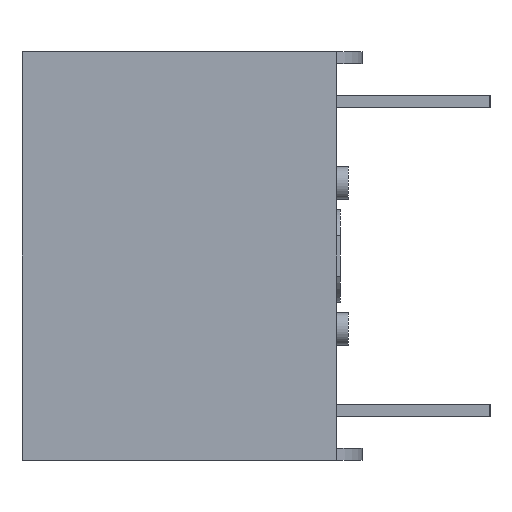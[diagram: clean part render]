
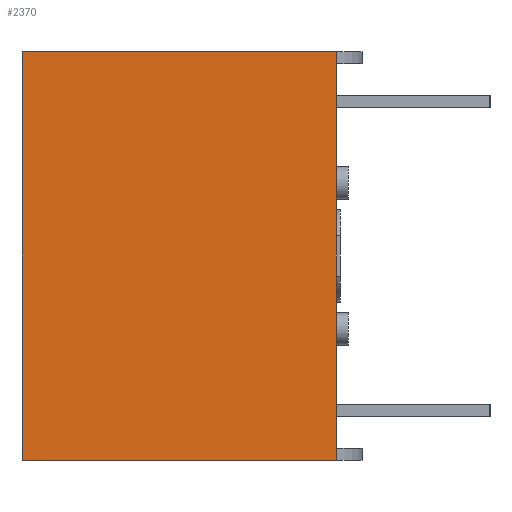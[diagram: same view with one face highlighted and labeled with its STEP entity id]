
A CAD part, left-side view. The second image highlights one B-rep face of the part: STEP entity #2370.
In plain terms, the highlighted planar face has unit normal (-1, 0, 0).
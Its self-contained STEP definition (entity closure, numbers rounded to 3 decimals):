
#458 = LINE ( 'NONE', #459, #460 ) ;
#459 = CARTESIAN_POINT ( 'NONE',  ( -1.21, 8.4, -8.86 ) ) ;
#460 = VECTOR ( 'NONE', #461, 1000. ) ;
#461 = DIRECTION ( 'NONE',  ( 0., -1., 0. ) ) ;
#543 = LINE ( 'NONE', #545, #546 ) ;
#545 = CARTESIAN_POINT ( 'NONE',  ( -1.21, 8.4, -8.86 ) ) ;
#546 = VECTOR ( 'NONE', #547, 1000. ) ;
#547 = DIRECTION ( 'NONE',  ( 0., 0., 1. ) ) ;
#562 = LINE ( 'NONE', #563, #564 ) ;
#563 = CARTESIAN_POINT ( 'NONE',  ( -1.21, 8.4, 1.24 ) ) ;
#564 = VECTOR ( 'NONE', #565, 1000. ) ;
#565 = DIRECTION ( 'NONE',  ( 0., -1., 0. ) ) ;
#577 = VERTEX_POINT ( 'NONE', #661 ) ;
#600 = CARTESIAN_POINT ( 'NONE',  ( -1.21, 8.4, -8.86 ) ) ;
#661 = CARTESIAN_POINT ( 'NONE',  ( -1.21, 8.4, 1.24 ) ) ;
#797 = LINE ( 'NONE', #798, #799 ) ;
#798 = CARTESIAN_POINT ( 'NONE',  ( -1.21, 0.64, -8.86 ) ) ;
#799 = VECTOR ( 'NONE', #800, 1000. ) ;
#800 = DIRECTION ( 'NONE',  ( 0., 0., 1. ) ) ;
#1868 = CARTESIAN_POINT ( 'NONE',  ( -1.21, 0.64, 1.24 ) ) ;
#1884 = VERTEX_POINT ( 'NONE', #1996 ) ;
#1996 = CARTESIAN_POINT ( 'NONE',  ( -1.21, 0.64, -8.86 ) ) ;
#2272 = FACE_OUTER_BOUND ( 'NONE', #2582, .T. ) ;
#2289 = PLANE ( 'NONE',  #2290 ) ;
#2290 = AXIS2_PLACEMENT_3D ( 'NONE', #2291, #2292, #2297 ) ;
#2291 = CARTESIAN_POINT ( 'NONE',  ( -1.21, 8.4, -8.86 ) ) ;
#2292 = DIRECTION ( 'NONE',  ( 1., 0., 0. ) ) ;
#2297 = DIRECTION ( 'NONE',  ( 0., 0., -1. ) ) ;
#2370 = ADVANCED_FACE ( 'NONE', ( #2272 ), #2289, .F. ) ;
#2404 = EDGE_CURVE ( 'NONE', #1884, #2899, #797, .T. ) ;
#2509 = ORIENTED_EDGE ( 'NONE', *, *, #2404, .T. ) ;
#2577 = ORIENTED_EDGE ( 'NONE', *, *, #2588, .T. ) ;
#2582 = EDGE_LOOP ( 'NONE', ( #2509, #2695, #2946, #2577 ) ) ;
#2588 = EDGE_CURVE ( 'NONE', #2956, #1884, #458, .T. ) ;
#2609 = EDGE_CURVE ( 'NONE', #577, #2899, #562, .T. ) ;
#2695 = ORIENTED_EDGE ( 'NONE', *, *, #2609, .F. ) ;
#2899 = VERTEX_POINT ( 'NONE', #1868 ) ;
#2946 = ORIENTED_EDGE ( 'NONE', *, *, #2950, .F. ) ;
#2950 = EDGE_CURVE ( 'NONE', #2956, #577, #543, .T. ) ;
#2956 = VERTEX_POINT ( 'NONE', #600 ) ;
